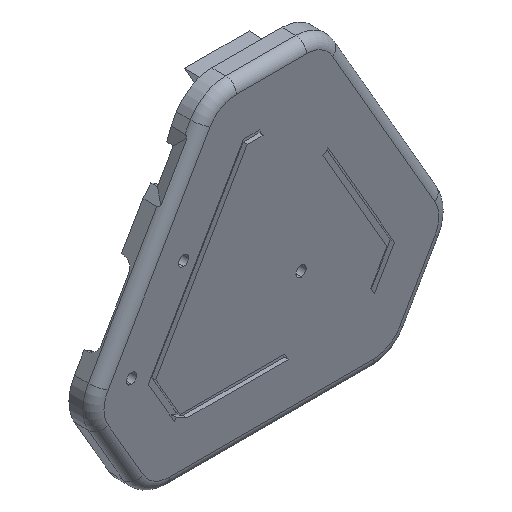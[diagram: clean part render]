
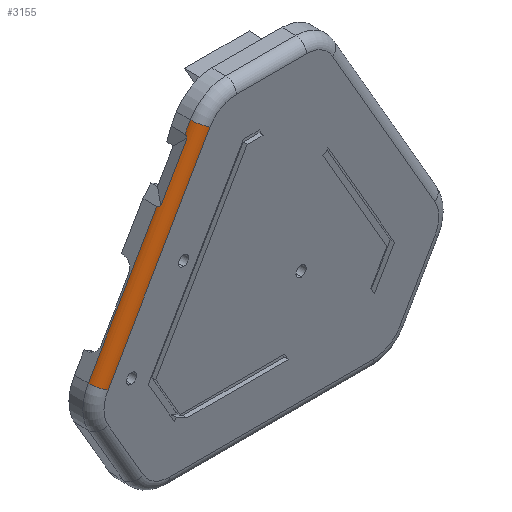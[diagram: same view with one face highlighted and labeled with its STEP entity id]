
A CAD part, isometric view. The second image highlights one B-rep face of the part: STEP entity #3155.
In plain terms, the highlighted cylindrical face has radius 1.3 mm (diameter 2.6 mm), a partial arc.
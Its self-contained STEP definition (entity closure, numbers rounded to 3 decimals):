
#81 = EDGE_CURVE ( 'NONE', #3671, #1722, #2984, .T. ) ;
#139 = CARTESIAN_POINT ( 'NONE',  ( -25.122, 1.3, 24.961 ) ) ;
#208 = VERTEX_POINT ( 'NONE', #1471 ) ;
#255 = DIRECTION ( 'NONE',  ( 0.5, 0., 0.866 ) ) ;
#331 = VERTEX_POINT ( 'NONE', #1903 ) ;
#372 = EDGE_CURVE ( 'NONE', #481, #3756, #1854, .T. ) ;
#390 = ORIENTED_EDGE ( 'NONE', *, *, #81, .F. ) ;
#397 = CARTESIAN_POINT ( 'NONE',  ( -30.373, 1.3, 18.466 ) ) ;
#481 = VERTEX_POINT ( 'NONE', #2422 ) ;
#532 = DIRECTION ( 'NONE',  ( 0.5, 0., 0.866 ) ) ;
#702 = FACE_OUTER_BOUND ( 'NONE', #2803, .T. ) ;
#755 = CARTESIAN_POINT ( 'NONE',  ( -30.204, 0.959, 18.667 ) ) ;
#782 = DIRECTION ( 'NONE',  ( 0.5, 0., 0.866 ) ) ;
#1007 = VERTEX_POINT ( 'NONE', #1746 ) ;
#1040 = DIRECTION ( 'NONE',  ( 0.866, 0., -0.5 ) ) ;
#1047 = CARTESIAN_POINT ( 'NONE',  ( -30.373, 1.185, 18.466 ) ) ;
#1177 = CARTESIAN_POINT ( 'NONE',  ( -27.013, 0.959, 24.195 ) ) ;
#1189 = ORIENTED_EDGE ( 'NONE', *, *, #372, .F. ) ;
#1199 = LINE ( 'NONE', #2966, #1321 ) ;
#1276 = CARTESIAN_POINT ( 'NONE',  ( -25.122, 0., 24.961 ) ) ;
#1284 = AXIS2_PLACEMENT_3D ( 'NONE', #139, #782, #1040 ) ;
#1321 = VECTOR ( 'NONE', #532, 1000. ) ;
#1323 = CARTESIAN_POINT ( 'NONE',  ( -27.013, 0.959, 24.195 ) ) ;
#1328 = CYLINDRICAL_SURFACE ( 'NONE', #1284, 1.3 ) ;
#1407 = EDGE_CURVE ( 'NONE', #208, #331, #2065, .T. ) ;
#1471 = CARTESIAN_POINT ( 'NONE',  ( -38.779, 1.3, 3.906 ) ) ;
#1559 = DIRECTION ( 'NONE',  ( 0.5, 0., 0.866 ) ) ;
#1571 = LINE ( 'NONE', #3395, #2709 ) ;
#1710 = VERTEX_POINT ( 'NONE', #2192 ) ;
#1714 = DIRECTION ( 'NONE',  ( 0.866, 0., -0.5 ) ) ;
#1722 = VERTEX_POINT ( 'NONE', #3698 ) ;
#1746 = CARTESIAN_POINT ( 'NONE',  ( -30.204, 0.959, 18.667 ) ) ;
#1828 = ORIENTED_EDGE ( 'NONE', *, *, #1407, .T. ) ;
#1854 = CIRCLE ( 'NONE', #3376, 1.3 ) ;
#1901 = CARTESIAN_POINT ( 'NONE',  ( -26.248, 1.3, 25.611 ) ) ;
#1903 = CARTESIAN_POINT ( 'NONE',  ( -37.653, 0., 3.256 ) ) ;
#1941 = CARTESIAN_POINT ( 'NONE',  ( -30.316, 1.07, 18.533 ) ) ;
#2065 = CIRCLE ( 'NONE', #2849, 1.3 ) ;
#2192 = CARTESIAN_POINT ( 'NONE',  ( -30.373, 1.3, 18.466 ) ) ;
#2219 = DIRECTION ( 'NONE',  ( 0.866, 0., -0.5 ) ) ;
#2297 = CARTESIAN_POINT ( 'NONE',  ( -25.122, 1.3, 24.961 ) ) ;
#2372 = LINE ( 'NONE', #3471, #3115 ) ;
#2422 = CARTESIAN_POINT ( 'NONE',  ( -26.248, 1.3, 25.611 ) ) ;
#2511 = CARTESIAN_POINT ( 'NONE',  ( -26.923, 1.185, 24.441 ) ) ;
#2565 = EDGE_CURVE ( 'NONE', #1710, #1007, #3250, .T. ) ;
#2577 = ORIENTED_EDGE ( 'NONE', *, *, #3851, .F. ) ;
#2634 = ORIENTED_EDGE ( 'NONE', *, *, #3431, .F. ) ;
#2649 = EDGE_CURVE ( 'NONE', #1722, #481, #1199, .T. ) ;
#2702 = ORIENTED_EDGE ( 'NONE', *, *, #2565, .F. ) ;
#2709 = VECTOR ( 'NONE', #2781, 1000. ) ;
#2781 = DIRECTION ( 'NONE',  ( -0.5, 0., -0.866 ) ) ;
#2803 = EDGE_LOOP ( 'NONE', ( #1828, #3143, #1189, #3909, #390, #2634, #2702, #2577 ) ) ;
#2849 = AXIS2_PLACEMENT_3D ( 'NONE', #3073, #1559, #2219 ) ;
#2966 = CARTESIAN_POINT ( 'NONE',  ( -26.248, 1.3, 25.611 ) ) ;
#2984 =( BOUNDED_CURVE ( )  B_SPLINE_CURVE ( 3, ( #1323, #3445, #2511, #3105 ),
 .UNSPECIFIED., .F., .F. ) 
 B_SPLINE_CURVE_WITH_KNOTS ( ( 4, 4 ),
 ( 6.018, 6.283 ),
 .UNSPECIFIED. ) 
 CURVE ( )  GEOMETRIC_REPRESENTATION_ITEM ( )  RATIONAL_B_SPLINE_CURVE ( ( 1., 0.994, 0.994, 1. ) ) 
 REPRESENTATION_ITEM ( '' )  );
#3073 = CARTESIAN_POINT ( 'NONE',  ( -37.653, 1.3, 3.256 ) ) ;
#3105 = CARTESIAN_POINT ( 'NONE',  ( -26.923, 1.3, 24.441 ) ) ;
#3115 = VECTOR ( 'NONE', #255, 1000. ) ;
#3122 = DIRECTION ( 'NONE',  ( 0.5, 0., 0.866 ) ) ;
#3143 = ORIENTED_EDGE ( 'NONE', *, *, #3472, .F. ) ;
#3155 = ADVANCED_FACE ( 'NONE', ( #702 ), #1328, .T. ) ;
#3250 =( BOUNDED_CURVE ( )  B_SPLINE_CURVE ( 3, ( #397, #1047, #1941, #755 ),
 .UNSPECIFIED., .F., .T. ) 
 B_SPLINE_CURVE_WITH_KNOTS ( ( 4, 4 ),
 ( 3.142, 3.407 ),
 .UNSPECIFIED. ) 
 CURVE ( )  GEOMETRIC_REPRESENTATION_ITEM ( )  RATIONAL_B_SPLINE_CURVE ( ( 1., 0.994, 0.994, 1. ) ) 
 REPRESENTATION_ITEM ( '' )  );
#3376 = AXIS2_PLACEMENT_3D ( 'NONE', #2297, #3511, #1714 ) ;
#3395 = CARTESIAN_POINT ( 'NONE',  ( -37.653, 0., 3.256 ) ) ;
#3431 = EDGE_CURVE ( 'NONE', #1007, #3671, #2372, .T. ) ;
#3445 = CARTESIAN_POINT ( 'NONE',  ( -26.953, 1.07, 24.359 ) ) ;
#3452 = VECTOR ( 'NONE', #3122, 1000. ) ;
#3471 = CARTESIAN_POINT ( 'NONE',  ( -30.204, 0.959, 18.667 ) ) ;
#3472 = EDGE_CURVE ( 'NONE', #3756, #331, #1571, .T. ) ;
#3511 = DIRECTION ( 'NONE',  ( 0.5, 0., 0.866 ) ) ;
#3671 = VERTEX_POINT ( 'NONE', #1177 ) ;
#3698 = CARTESIAN_POINT ( 'NONE',  ( -26.923, 1.3, 24.441 ) ) ;
#3740 = LINE ( 'NONE', #1901, #3452 ) ;
#3756 = VERTEX_POINT ( 'NONE', #1276 ) ;
#3851 = EDGE_CURVE ( 'NONE', #208, #1710, #3740, .T. ) ;
#3909 = ORIENTED_EDGE ( 'NONE', *, *, #2649, .F. ) ;
